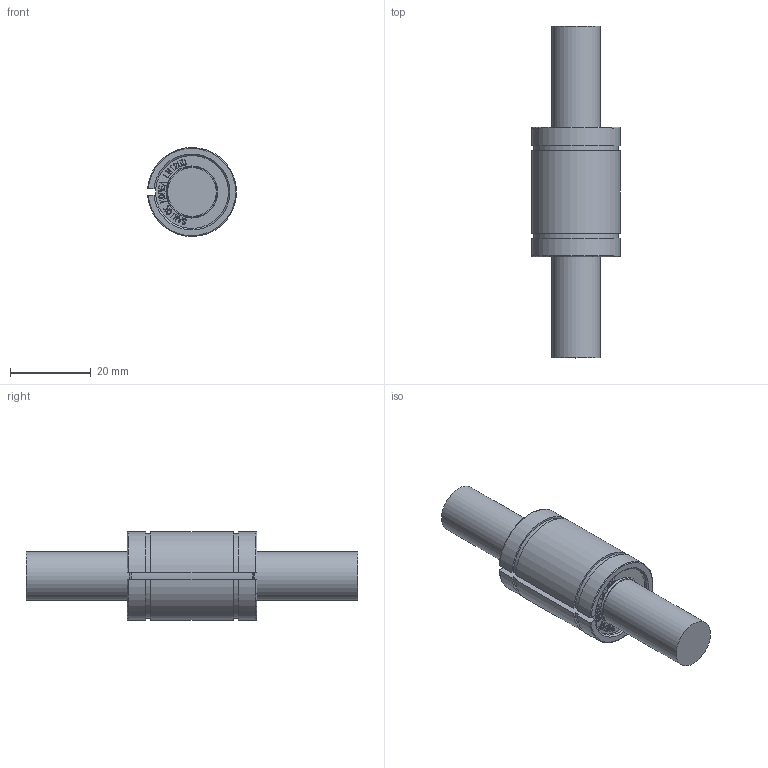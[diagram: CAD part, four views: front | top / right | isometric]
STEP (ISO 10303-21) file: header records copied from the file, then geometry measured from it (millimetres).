
FILE_DESCRIPTION((''),'2;1');
FILE_NAME('LME12UUAJ.stp','2013-02-05T19:10:09',('user2'),(''),'Autodesk Inventor 2012','Autodesk Inventor 2012','');
FILE_SCHEMA(('AUTOMOTIVE_DESIGN { 1 0 10303 214 1 1 1 1 }'));
Length unit declared in the file: millimetre
Products named in the file (1): LME12UUAJ
Bounding box: 21.97 x 82 x 21.99 mm (x, y, z)
Volume: 17358.8 mm3; surface area: 5259.3 mm2
Topology: 1 solids, 1 shells, 828 faces, 2338 edges, 1558 vertices
Faces by surface type: bspline 580, plane 232, cylinder 10, cone 4, torus 2
Full cylindrical faces by diameter (mm): 12 x2
Entity records: 28203 total; most frequent: CARTESIAN_POINT 9981, ORIENTED_EDGE 4664, EDGE_CURVE 2332, DIRECTION 1690, VERTEX_POINT 1556, QUASI_UNIFORM_CURVE 1160, VECTOR 1136, LINE 1136
